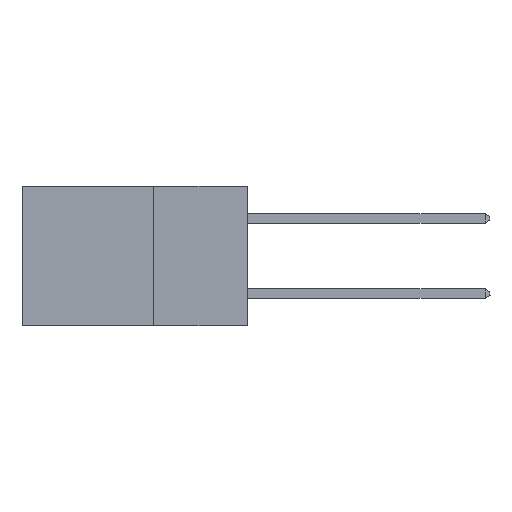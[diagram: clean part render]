
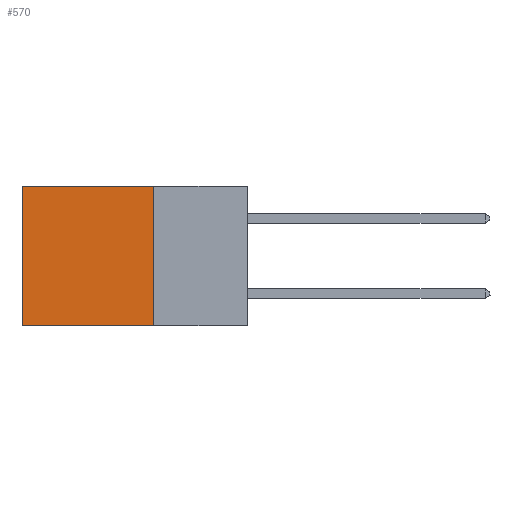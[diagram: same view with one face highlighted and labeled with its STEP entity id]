
A CAD part, left-side view. The second image highlights one B-rep face of the part: STEP entity #570.
In plain terms, the highlighted planar face has unit normal (-1, 0, 0).
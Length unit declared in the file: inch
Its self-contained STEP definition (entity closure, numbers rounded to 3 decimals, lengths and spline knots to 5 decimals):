
#570 = ADVANCED_FACE ( 'NONE', ( #13955 ), #19308, .F. ) ;
#1570 = LINE ( 'NONE', #14102, #13305 ) ;
#2012 = DIRECTION ( 'NONE',  ( 0., 1., 0. ) ) ;
#2145 = EDGE_LOOP ( 'NONE', ( #7173, #15305, #3943, #2642 ) ) ;
#2642 = ORIENTED_EDGE ( 'NONE', *, *, #18412, .T. ) ;
#2881 = CARTESIAN_POINT ( 'NONE',  ( 0.298, 0.25, 0. ) ) ;
#3150 = VERTEX_POINT ( 'NONE', #17169 ) ;
#3815 = EDGE_CURVE ( 'NONE', #6985, #3150, #10281, .T. ) ;
#3943 = ORIENTED_EDGE ( 'NONE', *, *, #3815, .F. ) ;
#5279 = AXIS2_PLACEMENT_3D ( 'NONE', #20988, #6499, #14750 ) ;
#6009 = VERTEX_POINT ( 'NONE', #15208 ) ;
#6114 = DIRECTION ( 'NONE',  ( 0., 1., 0. ) ) ;
#6499 = DIRECTION ( 'NONE',  ( 1., 0., 0. ) ) ;
#6985 = VERTEX_POINT ( 'NONE', #18004 ) ;
#7173 = ORIENTED_EDGE ( 'NONE', *, *, #11938, .T. ) ;
#9790 = VECTOR ( 'NONE', #17808, 39.37008 ) ;
#9897 = CARTESIAN_POINT ( 'NONE',  ( 0.298, 0.25, 0. ) ) ;
#10281 = LINE ( 'NONE', #2881, #9790 ) ;
#10679 = CARTESIAN_POINT ( 'NONE',  ( 0.298, 0.25, -0.37 ) ) ;
#10800 = DIRECTION ( 'NONE',  ( 0., 0., -1. ) ) ;
#11938 = EDGE_CURVE ( 'NONE', #6009, #14009, #1570, .T. ) ;
#12725 = VECTOR ( 'NONE', #2012, 39.37008 ) ;
#13238 = LINE ( 'NONE', #10679, #12725 ) ;
#13305 = VECTOR ( 'NONE', #10800, 39.37008 ) ;
#13955 = FACE_OUTER_BOUND ( 'NONE', #2145, .T. ) ;
#13989 = VECTOR ( 'NONE', #6114, 39.37008 ) ;
#14009 = VERTEX_POINT ( 'NONE', #18454 ) ;
#14102 = CARTESIAN_POINT ( 'NONE',  ( 0.298, 0.6, 0. ) ) ;
#14750 = DIRECTION ( 'NONE',  ( 0., 0., -1. ) ) ;
#15208 = CARTESIAN_POINT ( 'NONE',  ( 0.298, 0.6, 0. ) ) ;
#15305 = ORIENTED_EDGE ( 'NONE', *, *, #17722, .F. ) ;
#17169 = CARTESIAN_POINT ( 'NONE',  ( 0.298, 0.25, -0.37 ) ) ;
#17722 = EDGE_CURVE ( 'NONE', #3150, #14009, #13238, .T. ) ;
#17808 = DIRECTION ( 'NONE',  ( 0., 0., -1. ) ) ;
#18004 = CARTESIAN_POINT ( 'NONE',  ( 0.298, 0.25, 0. ) ) ;
#18412 = EDGE_CURVE ( 'NONE', #6985, #6009, #21327, .T. ) ;
#18454 = CARTESIAN_POINT ( 'NONE',  ( 0.298, 0.6, -0.37 ) ) ;
#19308 = PLANE ( 'NONE',  #5279 ) ;
#20988 = CARTESIAN_POINT ( 'NONE',  ( 0.298, 0.25, 0. ) ) ;
#21327 = LINE ( 'NONE', #9897, #13989 ) ;
